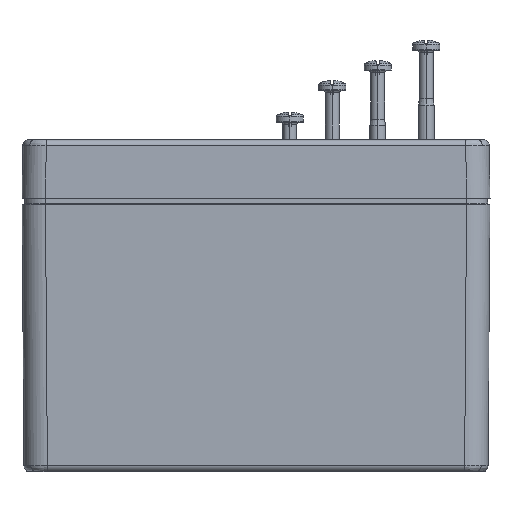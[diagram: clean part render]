
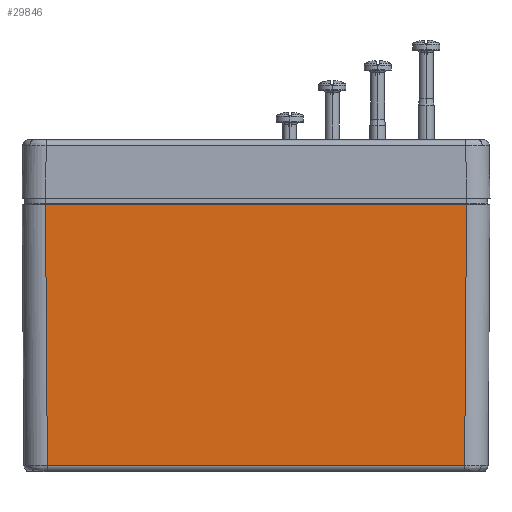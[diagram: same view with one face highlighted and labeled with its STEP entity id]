
A CAD part, top view. The second image highlights one B-rep face of the part: STEP entity #29846.
In plain terms, the highlighted planar face has unit normal (0, -0.007, 1).
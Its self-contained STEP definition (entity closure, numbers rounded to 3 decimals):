
#24474 = VERTEX_POINT('',#24475);
#24475 = CARTESIAN_POINT('',(-53.499,-70.011,
    39.499));
#29359 = VERTEX_POINT('',#29360);
#29360 = CARTESIAN_POINT('',(-53.979,-3.,39.979));
#29369 = EDGE_CURVE('',#29370,#29359,#29372,.T.);
#29370 = VERTEX_POINT('',#29371);
#29371 = CARTESIAN_POINT('',(53.979,-3.,39.979));
#29372 = LINE('',#29373,#29374);
#29373 = CARTESIAN_POINT('',(-60.,-3.,39.979));
#29374 = VECTOR('',#29375,1.);
#29375 = DIRECTION('',(-1.,0.,0.));
#29720 = VERTEX_POINT('',#29721);
#29721 = CARTESIAN_POINT('',(53.499,-70.011,
    39.499));
#29775 = EDGE_CURVE('',#24474,#29720,#29776,.T.);
#29776 = LINE('',#29777,#29778);
#29777 = CARTESIAN_POINT('',(-60.,-70.011,39.499));
#29778 = VECTOR('',#29779,1.);
#29779 = DIRECTION('',(1.,0.,0.));
#29846 = ADVANCED_FACE('',(#29847),#29863,.T.);
#29847 = FACE_BOUND('',#29848,.T.);
#29848 = EDGE_LOOP('',(#29849,#29855,#29856,#29862));
#29849 = ORIENTED_EDGE('',*,*,#29850,.T.);
#29850 = EDGE_CURVE('',#29720,#29370,#29851,.T.);
#29851 = LINE('',#29852,#29853);
#29852 = CARTESIAN_POINT('',(53.994,-0.816,
    39.994));
#29853 = VECTOR('',#29854,1.);
#29854 = DIRECTION('',(0.007,1.,
    0.007));
#29855 = ORIENTED_EDGE('',*,*,#29369,.T.);
#29856 = ORIENTED_EDGE('',*,*,#29857,.T.);
#29857 = EDGE_CURVE('',#29359,#24474,#29858,.T.);
#29858 = LINE('',#29859,#29860);
#29859 = CARTESIAN_POINT('',(-54.,0.043,
    40.));
#29860 = VECTOR('',#29861,1.);
#29861 = DIRECTION('',(0.007,-1.,
    -0.007));
#29862 = ORIENTED_EDGE('',*,*,#29775,.T.);
#29863 = PLANE('',#29864);
#29864 = AXIS2_PLACEMENT_3D('',#29865,#29866,#29867);
#29865 = CARTESIAN_POINT('',(-60.,0.,40.));
#29866 = DIRECTION('',(0.,-0.007,1.));
#29867 = DIRECTION('',(0.,-1.,-0.007));
